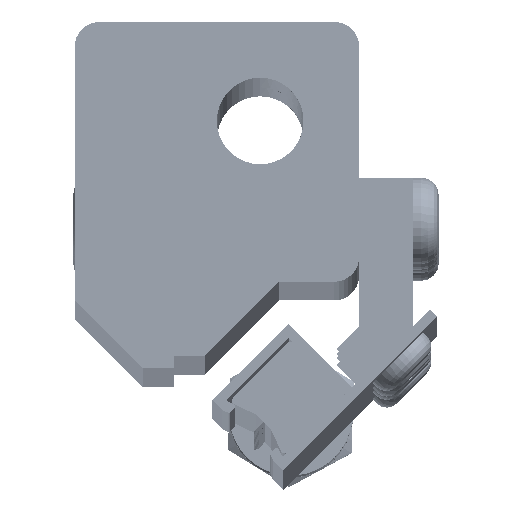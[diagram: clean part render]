
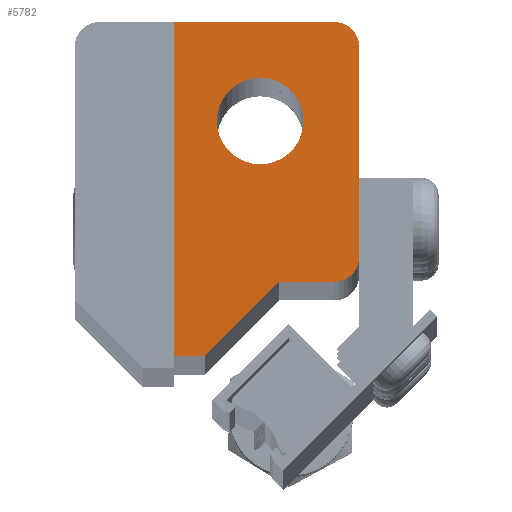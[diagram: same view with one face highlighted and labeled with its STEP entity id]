
A CAD part, top view. The second image highlights one B-rep face of the part: STEP entity #5782.
In plain terms, the highlighted planar face has unit normal (0, 0, 1).
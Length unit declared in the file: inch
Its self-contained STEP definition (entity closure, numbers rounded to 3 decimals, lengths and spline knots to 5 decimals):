
#644=PLANE('',#6379);
#797=LINE('',#9228,#1047);
#801=LINE('',#9240,#1051);
#804=LINE('',#9246,#1054);
#807=LINE('',#9252,#1057);
#810=LINE('',#9258,#1060);
#813=LINE('',#9263,#1063);
#1047=VECTOR('',#7321,0.3937);
#1051=VECTOR('',#7333,0.3937);
#1054=VECTOR('',#7338,0.3937);
#1057=VECTOR('',#7343,0.3937);
#1060=VECTOR('',#7348,0.3937);
#1063=VECTOR('',#7353,0.3937);
#1386=FACE_BOUND('',#2489,.T.);
#1708=CIRCLE('',#6365,0.21875);
#1710=CIRCLE('',#6368,0.125);
#1712=CIRCLE('',#6372,0.125);
#2027=FACE_OUTER_BOUND('',#2488,.T.);
#2488=EDGE_LOOP('',(#4435,#4436,#4437,#4438,#4439,#4440,#4441,#4442));
#2489=EDGE_LOOP('',(#4443));
#3156=VERTEX_POINT('',#9213);
#3158=VERTEX_POINT('',#9218);
#3159=VERTEX_POINT('',#9219);
#3162=VERTEX_POINT('',#9227);
#3164=VERTEX_POINT('',#9233);
#3166=VERTEX_POINT('',#9239);
#3168=VERTEX_POINT('',#9245);
#3170=VERTEX_POINT('',#9251);
#3172=VERTEX_POINT('',#9257);
#3684=EDGE_CURVE('',#3156,#3156,#1708,.T.);
#3686=EDGE_CURVE('',#3158,#3159,#1710,.T.);
#3690=EDGE_CURVE('',#3159,#3162,#797,.T.);
#3693=EDGE_CURVE('',#3162,#3164,#1712,.T.);
#3696=EDGE_CURVE('',#3164,#3166,#801,.T.);
#3699=EDGE_CURVE('',#3166,#3168,#804,.T.);
#3702=EDGE_CURVE('',#3168,#3170,#807,.T.);
#3705=EDGE_CURVE('',#3170,#3172,#810,.T.);
#3708=EDGE_CURVE('',#3172,#3158,#813,.T.);
#4435=ORIENTED_EDGE('',*,*,#3686,.F.);
#4436=ORIENTED_EDGE('',*,*,#3708,.F.);
#4437=ORIENTED_EDGE('',*,*,#3705,.F.);
#4438=ORIENTED_EDGE('',*,*,#3702,.F.);
#4439=ORIENTED_EDGE('',*,*,#3699,.F.);
#4440=ORIENTED_EDGE('',*,*,#3696,.F.);
#4441=ORIENTED_EDGE('',*,*,#3693,.F.);
#4442=ORIENTED_EDGE('',*,*,#3690,.F.);
#4443=ORIENTED_EDGE('',*,*,#3684,.T.);
#5782=ADVANCED_FACE('',(#2027,#1386),#644,.T.);
#6365=AXIS2_PLACEMENT_3D('',#9214,#7307,#7308);
#6368=AXIS2_PLACEMENT_3D('',#9220,#7313,#7314);
#6372=AXIS2_PLACEMENT_3D('',#9234,#7326,#7327);
#6379=AXIS2_PLACEMENT_3D('',#9265,#7355,#7356);
#7307=DIRECTION('center_axis',(0.,0.,-1.));
#7308=DIRECTION('ref_axis',(-1.,0.,0.));
#7313=DIRECTION('center_axis',(0.,0.,-1.));
#7314=DIRECTION('ref_axis',(-1.,0.,0.));
#7321=DIRECTION('',(0.,-1.,0.));
#7326=DIRECTION('center_axis',(0.,0.,-1.));
#7327=DIRECTION('ref_axis',(0.,1.,0.));
#7333=DIRECTION('',(-1.,0.,0.));
#7338=DIRECTION('',(-0.707,-0.707,0.));
#7343=DIRECTION('',(-1.,0.,0.));
#7348=DIRECTION('',(0.,1.,0.));
#7353=DIRECTION('',(1.,0.,0.));
#7355=DIRECTION('center_axis',(0.,0.,1.));
#7356=DIRECTION('ref_axis',(1.,0.,0.));
#9213=CARTESIAN_POINT('',(0.16224,0.48787,54.));
#9214=CARTESIAN_POINT('Origin',(-0.05651,0.48787,54.));
#9218=CARTESIAN_POINT('',(0.31849,0.98787,54.));
#9219=CARTESIAN_POINT('',(0.44349,0.86287,54.));
#9220=CARTESIAN_POINT('Origin',(0.31849,0.86287,54.));
#9227=CARTESIAN_POINT('',(0.44349,-0.19963,54.));
#9228=CARTESIAN_POINT('',(0.44349,0.86287,54.));
#9233=CARTESIAN_POINT('',(0.31849,-0.32463,54.));
#9234=CARTESIAN_POINT('Origin',(0.31849,-0.19963,54.));
#9239=CARTESIAN_POINT('',(0.03724,-0.32463,54.));
#9240=CARTESIAN_POINT('',(0.31849,-0.32463,54.));
#9245=CARTESIAN_POINT('',(-0.33776,-0.69963,54.));
#9246=CARTESIAN_POINT('',(0.03724,-0.32463,54.));
#9251=CARTESIAN_POINT('',(-0.49401,-0.69963,54.));
#9252=CARTESIAN_POINT('',(-0.33776,-0.69963,54.));
#9257=CARTESIAN_POINT('',(-0.49401,0.98787,54.));
#9258=CARTESIAN_POINT('',(-0.49401,-0.69963,54.));
#9263=CARTESIAN_POINT('',(-0.49401,0.98787,54.));
#9265=CARTESIAN_POINT('Origin',(-0.07571,0.21454,54.));
